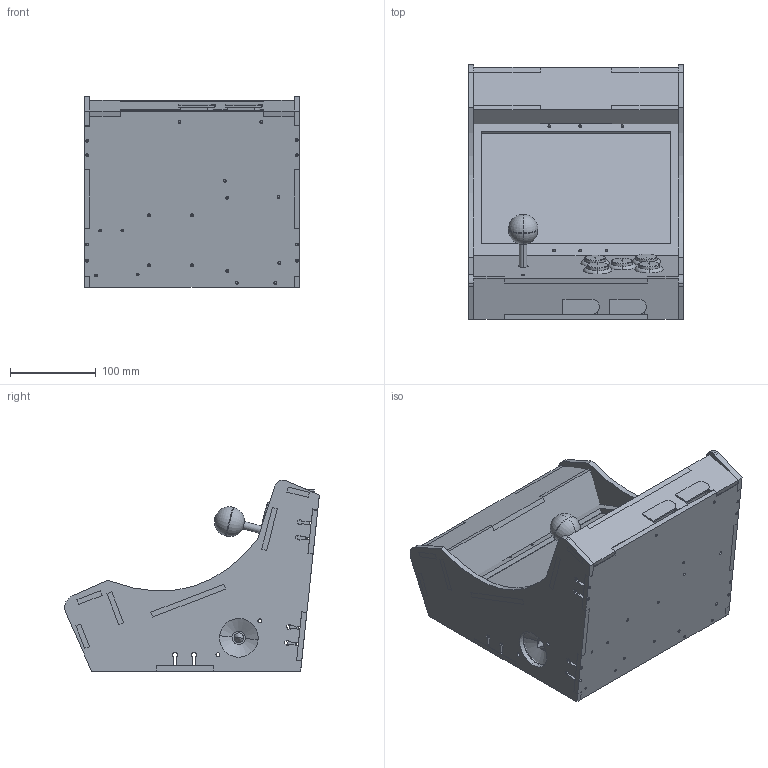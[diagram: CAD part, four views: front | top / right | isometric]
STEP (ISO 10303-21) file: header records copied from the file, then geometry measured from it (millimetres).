
FILE_DESCRIPTION (( 'STEP AP214' ), '1' );
FILE_NAME ('Arcade_cabinet_6mm.STEP', '2023-07-28T11:35:51', ( 'Windows User' ), ( '' ), 'SwSTEP 2.0', 'SolidWorks 2021', '' );
FILE_SCHEMA (( 'AUTOMOTIVE_DESIGN' ));
Length unit declared in the file: millimetre
Products named in the file (20): Headboard_6mm; Button_30mm; Driver board; Front_Lower_6mm; Joystick; Head_Under_6mm; Arduino_Leonardo; Raspi3B; Keypad; Screen_Front_6mm; Arcade_cabinet_6mm; Base_6mm; Top_Back_6mm; Back_6mm; Screen_Bracket_6mm; Speaker; LCD Panel; Control_Blank_6mm; Side_6mm; Uzebox
Assembly tree (25 placements, depth 2):
  Arcade_cabinet_6mm
    Back_6mm
    Base_6mm
    Control_Blank_6mm
    Front_Lower_6mm
    Head_Under_6mm
    Headboard_6mm
    Screen_Front_6mm
    Side_6mm  x2
    Top_Back_6mm
    LCD Panel
    Screen_Bracket_6mm
    Uzebox
    Raspi3B
    Driver board
    Keypad
    Arduino_Leonardo
    Button_30mm  x5
    Joystick
    Speaker  x2
Bounding box: 250 x 296.31 x 222.94 mm (x, y, z)
Volume: 1995436.3 mm3; surface area: 775603.1 mm2
Topology: 25 solids, 25 shells, 1245 faces, 3368 edges, 2224 vertices
Faces by surface type: plane 783, cylinder 412, torus 26, cone 22, bspline 2
Entity records: 32919 total; most frequent: CARTESIAN_POINT 5373, DIRECTION 5272, ORIENTED_EDGE 5260, EDGE_CURVE 2630, LINE 1974, VECTOR 1974, VERTEX_POINT 1738, AXIS2_PLACEMENT_3D 1649
